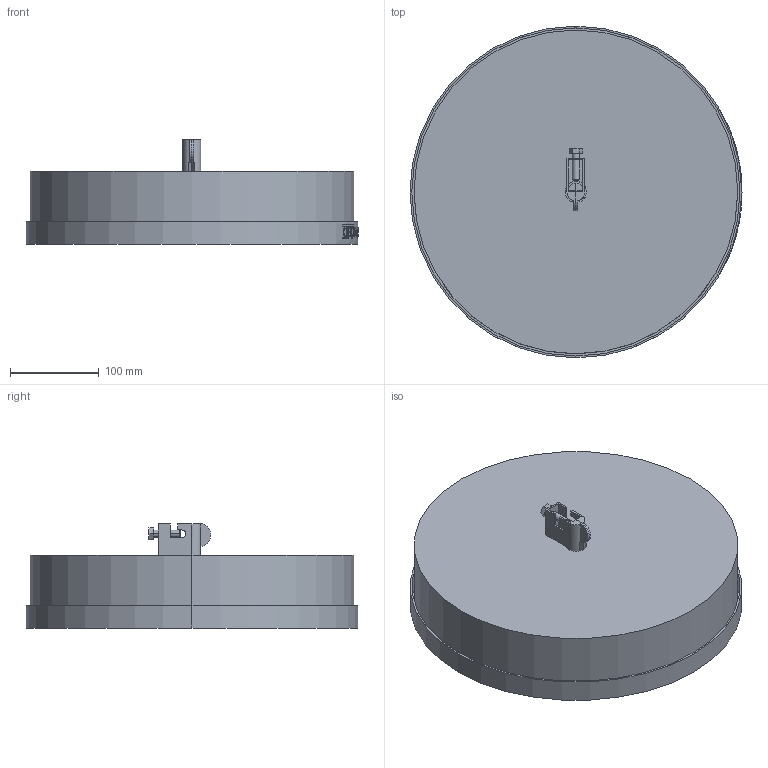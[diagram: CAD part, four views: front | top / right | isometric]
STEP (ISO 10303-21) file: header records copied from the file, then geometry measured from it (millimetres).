
FILE_DESCRIPTION(('CoCreate Modeling STEP Export'),'2;1');
FILE_NAME('5403200.stp','2017-03-28T10:23:29',(''),(''),'CoCreate Modeling STEP processor for AP214 (Solid Model)','CoCreate Modeling 16.00B 02-Dec-2008 (C) Parametric Technology GmbH','');
FILE_SCHEMA(('AUTOMOTIVE_DESIGN { 1 0 10303 214 1 1 1 1 }'));
Length unit declared in the file: millimetre
Products named in the file (6): FangFix-Stein_16; Kantduebel; Sechskantschraube_DIN_933-M8x30--.2; Klemmkoerper; FangFix-Klemme; FangFix-System_16.1
Assembly tree (5 placements, depth 3):
  FangFix-System_16.1
    FangFix-Klemme
      Klemmkoerper
      Sechskantschraube_DIN_933-M8x30--.2
    Kantduebel
    FangFix-Stein_16
Bounding box: 373.3 x 373 x 117 mm (x, y, z)
Volume: 8578252.7 mm3; surface area: 593488.3 mm2
Topology: 4 solids, 4 shells, 842 faces, 2338 edges, 1558 vertices
Faces by surface type: plane 722, cylinder 104, extrusion 12, cone 2, torus 2
Entity records: 28562 total; most frequent: CARTESIAN_POINT 5855, DIRECTION 4854, ORIENTED_EDGE 4676, EDGE_CURVE 2338, AXIS2_PLACEMENT_3D 1829, VERTEX_POINT 1558, VECTOR 1196, LINE 1188
